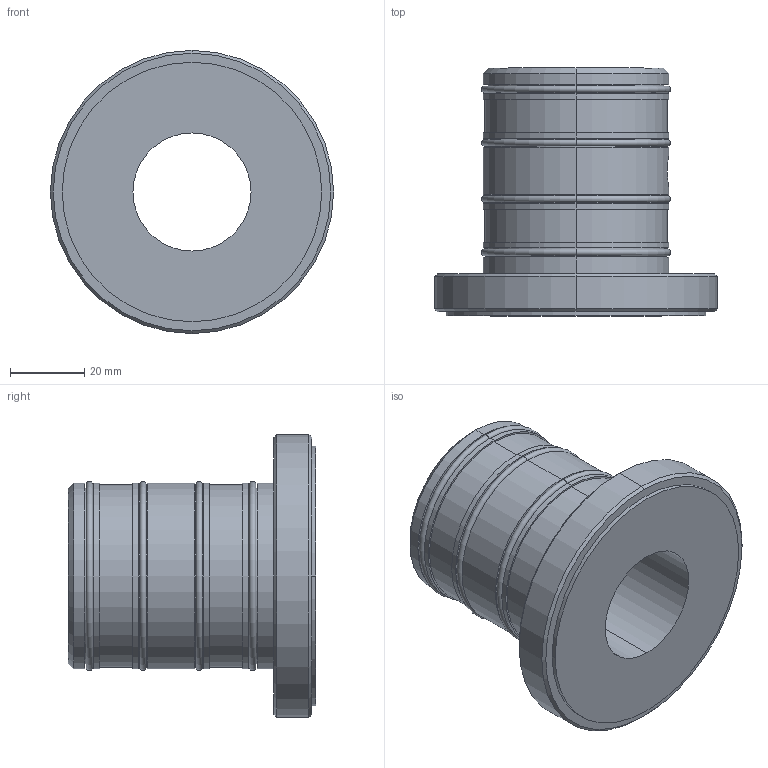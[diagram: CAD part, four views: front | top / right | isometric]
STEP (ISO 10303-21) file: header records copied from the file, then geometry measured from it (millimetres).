
FILE_DESCRIPTION (( 'STEP AP203' ), '1' );
FILE_NAME ('C303202.STEP', '2015-10-07T19:16:09', ( '' ), ( '' ), 'SwSTEP 2.0', 'SolidWorks 2015', '' );
FILE_SCHEMA (( 'CONFIG_CONTROL_DESIGN' ));
Length unit declared in the file: inch
Products named in the file (1): C303202
Bounding box: 76.2 x 66.67 x 76.2 mm (x, y, z)
Volume: 104401.5 mm3; surface area: 29340.8 mm2
Topology: 1 solids, 1 shells, 82 faces, 164 edges, 102 vertices
Faces by surface type: cylinder 47, plane 19, torus 8, cone 8
Entity records: 2353 total; most frequent: CARTESIAN_POINT 469, DIRECTION 432, ORIENTED_EDGE 328, AXIS2_PLACEMENT_3D 189, EDGE_CURVE 164, CIRCLE 106, VERTEX_POINT 102, EDGE_LOOP 102
